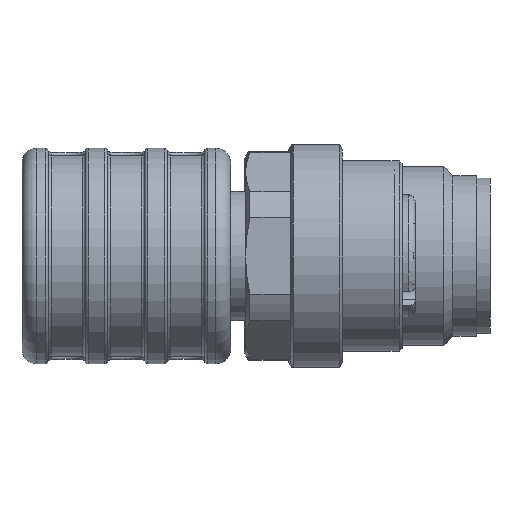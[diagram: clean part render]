
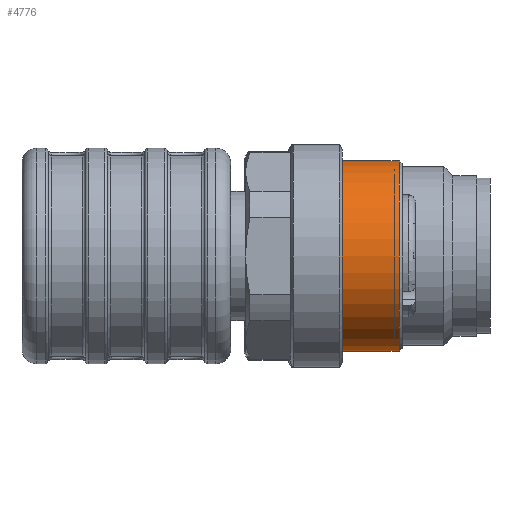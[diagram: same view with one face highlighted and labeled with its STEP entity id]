
A CAD part, left-side view. The second image highlights one B-rep face of the part: STEP entity #4776.
In plain terms, the highlighted cylindrical face has radius 6.4 mm (diameter 12.8 mm), a full revolution.
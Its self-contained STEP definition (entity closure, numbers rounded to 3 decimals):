
#4776=ADVANCED_FACE('',(#5682,#5683),#5536,.T.);
#5536=CYLINDRICAL_SURFACE('',#15290,6.4);
#5682=FACE_BOUND('',#6133,.T.);
#5683=FACE_BOUND('',#6134,.T.);
#6133=EDGE_LOOP('',(#7891));
#6134=EDGE_LOOP('',(#7892));
#7891=ORIENTED_EDGE('',*,*,#12889,.T.);
#7892=ORIENTED_EDGE('',*,*,#12890,.T.);
#11358=VERTEX_POINT('',#21040);
#11359=VERTEX_POINT('',#21042);
#12889=EDGE_CURVE('',#11358,#11358,#14655,.T.);
#12890=EDGE_CURVE('',#11359,#11359,#14656,.T.);
#14655=CIRCLE('',#15288,6.4);
#14656=CIRCLE('',#15289,6.4);
#15288=AXIS2_PLACEMENT_3D('',#21039,#16996,#16997);
#15289=AXIS2_PLACEMENT_3D('',#21041,#16998,#16999);
#15290=AXIS2_PLACEMENT_3D('',#21043,#17000,#17001);
#16996=DIRECTION('',(0.,1.,0.));
#16997=DIRECTION('',(1.,0.,0.));
#16998=DIRECTION('',(0.,-1.,0.));
#16999=DIRECTION('',(0.,0.,-1.));
#17000=DIRECTION('',(0.,-1.,0.));
#17001=DIRECTION('',(0.,0.,-1.));
#21039=CARTESIAN_POINT('',(40.401,-18.3,0.));
#21040=CARTESIAN_POINT('',(46.801,-18.3,0.));
#21041=CARTESIAN_POINT('',(40.401,-14.5,0.));
#21042=CARTESIAN_POINT('',(40.401,-14.5,-6.4));
#21043=CARTESIAN_POINT('',(40.401,-18.5,0.));
